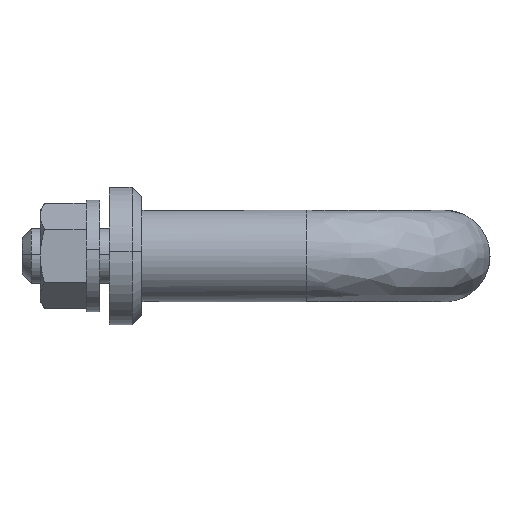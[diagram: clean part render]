
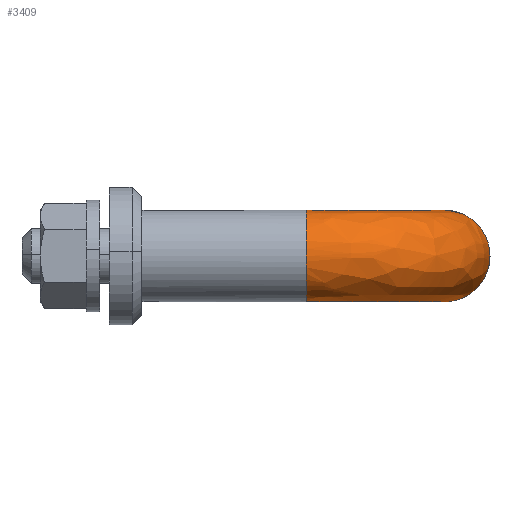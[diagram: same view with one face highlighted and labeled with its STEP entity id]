
A CAD part, left-side view. The second image highlights one B-rep face of the part: STEP entity #3409.
In plain terms, the highlighted free-form (B-spline) face has degree [2, 2] with [3, 7] control points.
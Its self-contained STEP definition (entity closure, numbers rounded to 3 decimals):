
#2828=CARTESIAN_POINT('',(15.0,-38.04,3.97));
#2829=VERTEX_POINT('',#2828);
#2835=CARTESIAN_POINT('',(15.0,-40.0,0.0));
#2836=VERTEX_POINT('',#2835);
#2837=CARTESIAN_POINT('',(15.0,-40.0,0.0));
#2838=CARTESIAN_POINT('',(15.,-40.,2.469));
#2839=CARTESIAN_POINT('',(15.,-38.04,3.97));
#2847=(BOUNDED_CURVE()B_SPLINE_CURVE(2,(#2837,#2838,#2839),.UNSPECIFIED.,.F.,.U.)B_SPLINE_CURVE_WITH_KNOTS((3,3),(0.5,0.645),.UNSPECIFIED.)CURVE()GEOMETRIC_REPRESENTATION_ITEM()RATIONAL_B_SPLINE_CURVE((1.0,0.83,0.857))REPRESENTATION_ITEM(''));
#2848=EDGE_CURVE('',#2836,#2829,#2847,.T.);
#2850=CARTESIAN_POINT('',(15.,-35.349,-4.988));
#2851=VERTEX_POINT('',#2850);
#2852=CARTESIAN_POINT('',(15.,-35.349,-4.988));
#2853=CARTESIAN_POINT('',(15.,-40.,-4.663));
#2854=CARTESIAN_POINT('',(15.0,-40.0,0.0));
#2862=(BOUNDED_CURVE()B_SPLINE_CURVE(2,(#2852,#2853,#2854),.UNSPECIFIED.,.F.,.U.)B_SPLINE_CURVE_WITH_KNOTS((3,3),(0.262,0.5),.UNSPECIFIED.)CURVE()GEOMETRIC_REPRESENTATION_ITEM()RATIONAL_B_SPLINE_CURVE((0.973,0.721,1.0))REPRESENTATION_ITEM(''));
#2863=EDGE_CURVE('',#2851,#2836,#2862,.T.);
#2997=CARTESIAN_POINT('',(15.,-34.937,5.));
#2998=VERTEX_POINT('',#2997);
#3012=CARTESIAN_POINT('',(15.,-38.04,3.97));
#3013=CARTESIAN_POINT('',(15.0,-36.695,5.0));
#3014=CARTESIAN_POINT('',(15.0,-35.0,5.0));
#3015=CARTESIAN_POINT('',(15.,-34.969,5.0));
#3016=CARTESIAN_POINT('',(15.,-34.937,5.));
#3024=(BOUNDED_CURVE()B_SPLINE_CURVE(2,(#3012,#3013,#3014,#3015,#3016),.UNSPECIFIED.,.F.,.U.)B_SPLINE_CURVE_WITH_KNOTS((3,2,3),(0.645,0.75,0.752),.UNSPECIFIED.)CURVE()GEOMETRIC_REPRESENTATION_ITEM()RATIONAL_B_SPLINE_CURVE((0.857,0.877,1.0,0.997,0.995))REPRESENTATION_ITEM(''));
#3025=EDGE_CURVE('',#2829,#2998,#3024,.T.);
#3053=CARTESIAN_POINT('',(0.063,-20.,5.));
#3054=VERTEX_POINT('',#3053);
#3118=CARTESIAN_POINT('',(-0.349,-20.,-4.988));
#3119=VERTEX_POINT('',#3118);
#3135=CARTESIAN_POINT('',(-5.,-20.0,0.0));
#3136=VERTEX_POINT('',#3135);
#3137=CARTESIAN_POINT('',(-0.349,-20.,-4.988));
#3138=CARTESIAN_POINT('',(-5.,-20.0,-4.663));
#3139=CARTESIAN_POINT('',(-5.,-20.0,0.0));
#3147=(BOUNDED_CURVE()B_SPLINE_CURVE(2,(#3137,#3138,#3139),.UNSPECIFIED.,.F.,.U.)B_SPLINE_CURVE_WITH_KNOTS((3,3),(0.262,0.5),.UNSPECIFIED.)CURVE()GEOMETRIC_REPRESENTATION_ITEM()RATIONAL_B_SPLINE_CURVE((0.973,0.721,1.0))REPRESENTATION_ITEM(''));
#3148=EDGE_CURVE('',#3119,#3136,#3147,.T.);
#3150=CARTESIAN_POINT('',(-5.,-20.0,0.0));
#3151=CARTESIAN_POINT('',(-5.,-20.,5.));
#3152=CARTESIAN_POINT('',(0.,-20.0,5.0));
#3153=CARTESIAN_POINT('',(0.031,-20.,5.0));
#3154=CARTESIAN_POINT('',(0.063,-20.,5.));
#3162=(BOUNDED_CURVE()B_SPLINE_CURVE(2,(#3150,#3151,#3152,#3153,#3154),.UNSPECIFIED.,.F.,.U.)B_SPLINE_CURVE_WITH_KNOTS((3,2,3),(0.5,0.75,0.752),.UNSPECIFIED.)CURVE()GEOMETRIC_REPRESENTATION_ITEM()RATIONAL_B_SPLINE_CURVE((1.0,0.707,1.0,0.997,0.995))REPRESENTATION_ITEM(''));
#3163=EDGE_CURVE('',#3136,#3054,#3162,.T.);
#3347=CARTESIAN_POINT('',(-0.24,-18.943,-4.993));
#3348=CARTESIAN_POINT('',(-1.455,-36.467,-4.993));
#3349=CARTESIAN_POINT('',(16.068,-35.239,-4.993));
#3350=CARTESIAN_POINT('',(-0.276,-18.941,-4.99));
#3351=CARTESIAN_POINT('',(-1.494,-36.506,-4.99));
#3352=CARTESIAN_POINT('',(16.071,-35.275,-4.99));
#3353=CARTESIAN_POINT('',(-5.011,-18.613,-4.659));
#3354=CARTESIAN_POINT('',(-6.606,-41.622,-4.659));
#3355=CARTESIAN_POINT('',(16.402,-40.01,-4.659));
#3356=CARTESIAN_POINT('',(-4.952,-18.617,0.063));
#3357=CARTESIAN_POINT('',(-6.542,-41.558,0.063));
#3358=CARTESIAN_POINT('',(16.398,-39.951,0.063));
#3359=CARTESIAN_POINT('',(-4.889,-18.621,5.062));
#3360=CARTESIAN_POINT('',(-6.475,-41.491,5.062));
#3361=CARTESIAN_POINT('',(16.394,-39.888,5.062));
#3362=CARTESIAN_POINT('',(0.134,-18.969,4.999));
#3363=CARTESIAN_POINT('',(-1.051,-36.063,4.999));
#3364=CARTESIAN_POINT('',(16.042,-34.865,4.999));
#3365=CARTESIAN_POINT('',(0.169,-18.972,4.999));
#3366=CARTESIAN_POINT('',(-1.013,-36.025,4.999));
#3367=CARTESIAN_POINT('',(16.039,-34.83,4.999));
#3375=(BOUNDED_SURFACE()B_SPLINE_SURFACE(2,2,((#3347,#3350,#3353,#3356,#3359,#3362,#3365),(#3348,#3351,#3354,#3357,#3360,#3363,#3366),(#3349,#3352,#3355,#3358,#3361,#3364,#3367)),.UNSPECIFIED.,.F.,.F.,.U.)B_SPLINE_SURFACE_WITH_KNOTS((3,3),(3,1,2,1,3),(0.0,36.446),(0.0,0.084,8.036,16.321,16.404),.UNSPECIFIED.)GEOMETRIC_REPRESENTATION_ITEM()RATIONAL_B_SPLINE_SURFACE(((0.906,0.903,0.662,0.921,0.652,0.924,0.927),(0.591,0.589,0.432,0.601,0.425,0.603,0.605),(0.896,0.893,0.655,0.911,0.644,0.914,0.917)))REPRESENTATION_ITEM('')SURFACE());
#3376=ORIENTED_EDGE('',*,*,#2863,.T.);
#3377=ORIENTED_EDGE('',*,*,#2848,.T.);
#3378=ORIENTED_EDGE('',*,*,#3025,.T.);
#3379=CARTESIAN_POINT('',(0.063,-20.,5.));
#3380=CARTESIAN_POINT('',(0.063,-34.937,5.));
#3381=CARTESIAN_POINT('',(15.,-34.937,5.));
#3389=(BOUNDED_CURVE()B_SPLINE_CURVE(2,(#3379,#3380,#3381),.UNSPECIFIED.,.F.,.U.)B_SPLINE_CURVE_WITH_KNOTS((3,3),(-1.748,-0.278),.UNSPECIFIED.)CURVE()GEOMETRIC_REPRESENTATION_ITEM()RATIONAL_B_SPLINE_CURVE((0.894,0.629,0.884))REPRESENTATION_ITEM(''));
#3390=EDGE_CURVE('',#3054,#2998,#3389,.T.);
#3391=ORIENTED_EDGE('',*,*,#3390,.F.);
#3392=ORIENTED_EDGE('',*,*,#3163,.F.);
#3393=ORIENTED_EDGE('',*,*,#3148,.F.);
#3394=CARTESIAN_POINT('',(-0.349,-20.,-4.988));
#3395=CARTESIAN_POINT('',(-0.349,-35.349,-4.988));
#3396=CARTESIAN_POINT('',(15.,-35.349,-4.988));
#3404=(BOUNDED_CURVE()B_SPLINE_CURVE(2,(#3394,#3395,#3396),.UNSPECIFIED.,.F.,.U.)B_SPLINE_CURVE_WITH_KNOTS((3,3),(-1.748,-0.278),.UNSPECIFIED.)CURVE()GEOMETRIC_REPRESENTATION_ITEM()RATIONAL_B_SPLINE_CURVE((0.874,0.615,0.865))REPRESENTATION_ITEM(''));
#3405=EDGE_CURVE('',#3119,#2851,#3404,.T.);
#3406=ORIENTED_EDGE('',*,*,#3405,.T.);
#3407=EDGE_LOOP('',(#3376,#3377,#3378,#3391,#3392,#3393,#3406));
#3408=FACE_OUTER_BOUND('',#3407,.T.);
#3409=ADVANCED_FACE('',(#3408),#3375,.T.);
